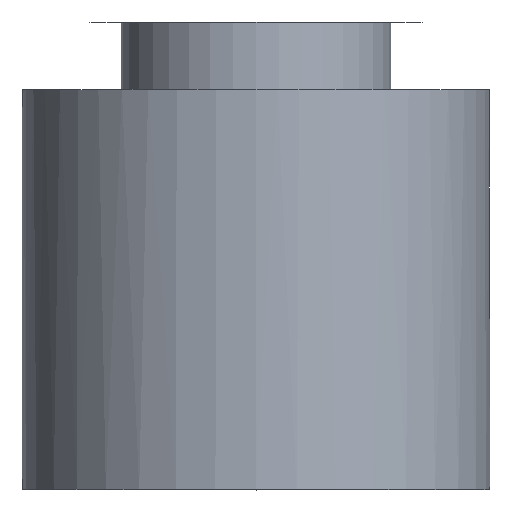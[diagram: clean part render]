
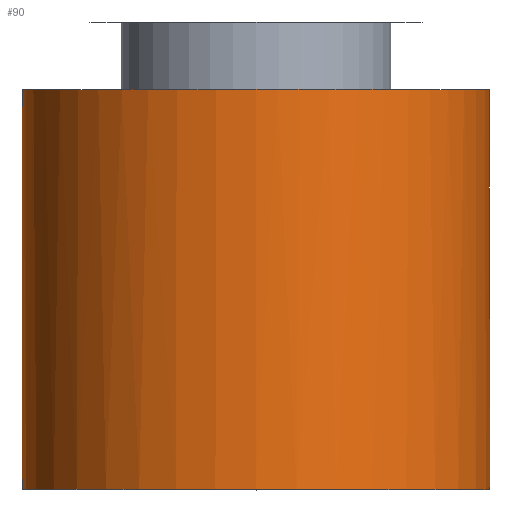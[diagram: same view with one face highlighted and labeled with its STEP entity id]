
A CAD part, top view. The second image highlights one B-rep face of the part: STEP entity #90.
In plain terms, the highlighted cylindrical face has radius 4.5 mm (diameter 9 mm), a full revolution.
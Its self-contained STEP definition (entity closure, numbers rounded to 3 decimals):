
#24=CYLINDRICAL_SURFACE('',#113,4.5);
#27=FACE_OUTER_BOUND('',#32,.T.);
#32=EDGE_LOOP('',(#77,#78,#79,#80,#81,#82));
#37=B_SPLINE_CURVE_WITH_KNOTS('',3,(#153,#154,#155,#156,#157,#158,#159,
#160,#161,#162,#163,#164,#165,#166,#167,#168,#169,#170),.UNSPECIFIED.,.F.,
 .F.,(4,2,2,2,2,2,2,2,4),(2.712,2.882,3.051,
3.221,3.39,3.56,3.729,3.899,
4.068),.UNSPECIFIED.);
#38=B_SPLINE_CURVE_WITH_KNOTS('',3,(#172,#173,#174,#175,#176,#177,#178,
#179,#180,#181,#182,#183),.UNSPECIFIED.,.F.,.F.,(4,2,2,2,2,4),(2.026,
2.034,2.204,2.373,2.543,2.712),
 .UNSPECIFIED.);
#39=B_SPLINE_CURVE_WITH_KNOTS('',3,(#184,#185,#186,#187,#188,#189,#190,
#191,#192,#193),.UNSPECIFIED.,.F.,.F.,(4,2,2,2,4),(4.068,4.238,
4.407,4.577,4.738),.UNSPECIFIED.);
#42=LINE('',#203,#45);
#45=VECTOR('',#138,10.);
#49=CIRCLE('',#114,4.5);
#51=VERTEX_POINT('',#150);
#52=VERTEX_POINT('',#152);
#53=VERTEX_POINT('',#171);
#56=VERTEX_POINT('',#201);
#59=EDGE_CURVE('',#52,#51,#37,.T.);
#60=EDGE_CURVE('',#53,#52,#38,.T.);
#61=EDGE_CURVE('',#51,#53,#39,.T.);
#65=EDGE_CURVE('',#56,#56,#49,.T.);
#66=EDGE_CURVE('',#56,#52,#42,.T.);
#77=ORIENTED_EDGE('',*,*,#65,.F.);
#78=ORIENTED_EDGE('',*,*,#66,.T.);
#79=ORIENTED_EDGE('',*,*,#59,.T.);
#80=ORIENTED_EDGE('',*,*,#61,.T.);
#81=ORIENTED_EDGE('',*,*,#60,.T.);
#82=ORIENTED_EDGE('',*,*,#66,.F.);
#90=ADVANCED_FACE('',(#27),#24,.T.);
#113=AXIS2_PLACEMENT_3D('',#200,#134,#135);
#114=AXIS2_PLACEMENT_3D('',#202,#136,#137);
#134=DIRECTION('center_axis',(0.,-1.,0.));
#135=DIRECTION('ref_axis',(0.,0.,1.));
#136=DIRECTION('center_axis',(0.,-1.,0.));
#137=DIRECTION('ref_axis',(0.,0.,1.));
#138=DIRECTION('',(0.,1.,0.));
#150=CARTESIAN_POINT('',(-56.75,-19.3,-15.));
#152=CARTESIAN_POINT('',(-56.75,-19.3,-24.));
#153=CARTESIAN_POINT('Ctrl Pts',(-56.75,-19.3,-24.));
#154=CARTESIAN_POINT('Ctrl Pts',(-56.185,-19.3,-24.));
#155=CARTESIAN_POINT('Ctrl Pts',(-55.582,-19.3,-23.887));
#156=CARTESIAN_POINT('Ctrl Pts',(-54.474,-19.3,-23.428));
#157=CARTESIAN_POINT('Ctrl Pts',(-53.968,-19.3,-23.082));
#158=CARTESIAN_POINT('Ctrl Pts',(-53.168,-19.3,-22.282));
#159=CARTESIAN_POINT('Ctrl Pts',(-52.822,-19.3,-21.776));
#160=CARTESIAN_POINT('Ctrl Pts',(-52.363,-19.3,-20.668));
#161=CARTESIAN_POINT('Ctrl Pts',(-52.25,-19.3,-20.065));
#162=CARTESIAN_POINT('Ctrl Pts',(-52.25,-19.3,-18.935));
#163=CARTESIAN_POINT('Ctrl Pts',(-52.363,-19.3,-18.332));
#164=CARTESIAN_POINT('Ctrl Pts',(-52.822,-19.3,-17.224));
#165=CARTESIAN_POINT('Ctrl Pts',(-53.168,-19.3,-16.718));
#166=CARTESIAN_POINT('Ctrl Pts',(-53.968,-19.3,-15.918));
#167=CARTESIAN_POINT('Ctrl Pts',(-54.474,-19.3,-15.572));
#168=CARTESIAN_POINT('Ctrl Pts',(-55.582,-19.3,-15.113));
#169=CARTESIAN_POINT('Ctrl Pts',(-56.185,-19.3,-15.));
#170=CARTESIAN_POINT('Ctrl Pts',(-56.75,-19.3,-15.));
#171=CARTESIAN_POINT('',(-61.249,-19.3,-19.415));
#172=CARTESIAN_POINT('Ctrl Pts',(-61.249,-19.3,-19.415));
#173=CARTESIAN_POINT('Ctrl Pts',(-61.25,-19.3,-19.443));
#174=CARTESIAN_POINT('Ctrl Pts',(-61.25,-19.3,-19.472));
#175=CARTESIAN_POINT('Ctrl Pts',(-61.25,-19.3,-20.065));
#176=CARTESIAN_POINT('Ctrl Pts',(-61.137,-19.3,-20.668));
#177=CARTESIAN_POINT('Ctrl Pts',(-60.678,-19.3,-21.776));
#178=CARTESIAN_POINT('Ctrl Pts',(-60.332,-19.3,-22.282));
#179=CARTESIAN_POINT('Ctrl Pts',(-59.532,-19.3,-23.082));
#180=CARTESIAN_POINT('Ctrl Pts',(-59.026,-19.3,-23.428));
#181=CARTESIAN_POINT('Ctrl Pts',(-57.918,-19.3,-23.887));
#182=CARTESIAN_POINT('Ctrl Pts',(-57.315,-19.3,-24.));
#183=CARTESIAN_POINT('Ctrl Pts',(-56.75,-19.3,-24.));
#184=CARTESIAN_POINT('Ctrl Pts',(-56.75,-19.3,-15.));
#185=CARTESIAN_POINT('Ctrl Pts',(-57.315,-19.3,-15.));
#186=CARTESIAN_POINT('Ctrl Pts',(-57.918,-19.3,-15.113));
#187=CARTESIAN_POINT('Ctrl Pts',(-59.026,-19.3,-15.572));
#188=CARTESIAN_POINT('Ctrl Pts',(-59.532,-19.3,-15.918));
#189=CARTESIAN_POINT('Ctrl Pts',(-60.332,-19.3,-16.718));
#190=CARTESIAN_POINT('Ctrl Pts',(-60.678,-19.3,-17.224));
#191=CARTESIAN_POINT('Ctrl Pts',(-61.126,-19.3,-18.305));
#192=CARTESIAN_POINT('Ctrl Pts',(-61.239,-19.3,-18.875));
#193=CARTESIAN_POINT('Ctrl Pts',(-61.249,-19.3,-19.415));
#200=CARTESIAN_POINT('Origin',(-56.75,-27.,-19.5));
#201=CARTESIAN_POINT('',(-56.75,-27.,-24.));
#202=CARTESIAN_POINT('Origin',(-56.75,-27.,-19.5));
#203=CARTESIAN_POINT('',(-56.75,-27.,-24.));
